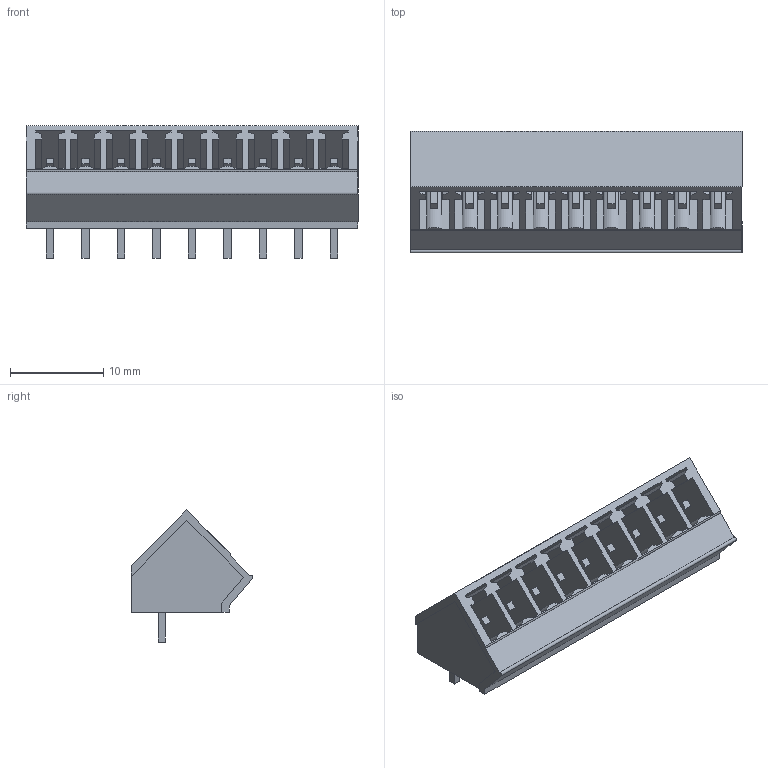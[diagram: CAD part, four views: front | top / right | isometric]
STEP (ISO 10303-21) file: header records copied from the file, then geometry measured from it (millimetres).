
FILE_DESCRIPTION(('CATIA V5 STEP Exchange','CAx-IF Rec.Pracs.--- Model Styling and Organization---1.2---2011-12-15'),'2;1');
FILE_NAME ('D1460985_0_1977700000_1977700000.stp','2018-04-23T09:46:54+00:00',('none'),('Weidmueller'),'CATIA Version 5-6 Release 2014','CATIA V5 STEP AP214','none');
FILE_SCHEMA(('AUTOMOTIVE_DESIGN { 1 0 10303 214 1 1 1 1 }'));
Length unit declared in the file: millimetre
Products named in the file (1): 1977700000
Bounding box: 35.68 x 13.1 x 14.2 mm (x, y, z)
Volume: 1639.5 mm3; surface area: 4153.9 mm2
Topology: 10 solids, 10 shells, 403 faces, 1138 edges, 764 vertices
Faces by surface type: plane 374, cylinder 29
Entity records: 12601 total; most frequent: ORIENTED_EDGE 2276, CARTESIAN_POINT 2254, DIRECTION 1687, EDGE_CURVE 1138, VECTOR 1080, LINE 1080, VERTEX_POINT 764, EDGE_LOOP 430
